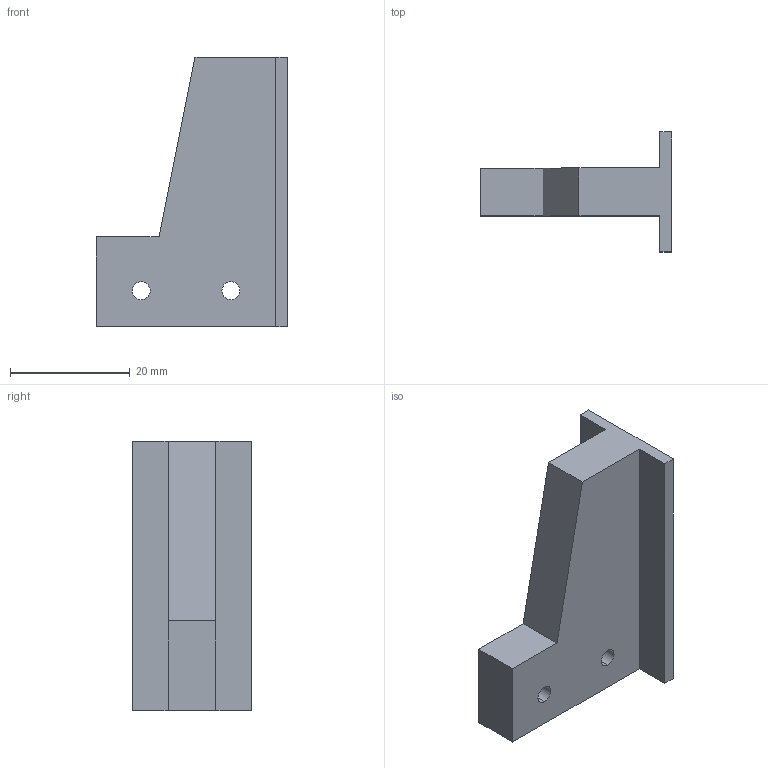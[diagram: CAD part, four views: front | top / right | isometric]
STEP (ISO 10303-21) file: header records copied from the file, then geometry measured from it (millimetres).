
FILE_DESCRIPTION (( 'STEP AP214' ), '1' );
FILE_NAME ('gripper2.STEP', '2024-05-04T10:02:36', ( '' ), ( '' ), 'SwSTEP 2.0', 'SolidWorks 2023', '' );
FILE_SCHEMA (( 'AUTOMOTIVE_DESIGN' ));
Length unit declared in the file: millimetre
Products named in the file (1): gripper2
Bounding box: 32 x 20 x 45 mm (x, y, z)
Volume: 9246.9 mm3; surface area: 4509.3 mm2
Topology: 1 solids, 1 shells, 16 faces, 42 edges, 28 vertices
Faces by surface type: plane 12, cylinder 4
Entity records: 525 total; most frequent: CARTESIAN_POINT 87, DIRECTION 84, ORIENTED_EDGE 84, EDGE_CURVE 42, VECTOR 34, LINE 34, VERTEX_POINT 28, AXIS2_PLACEMENT_3D 25
